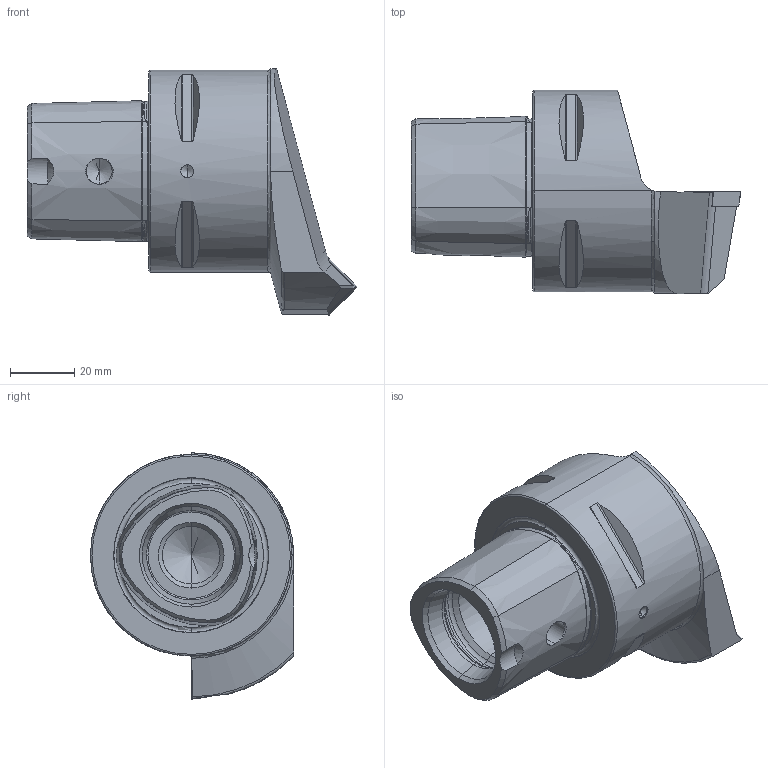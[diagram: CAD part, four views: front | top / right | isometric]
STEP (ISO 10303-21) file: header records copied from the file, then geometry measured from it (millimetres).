
FILE_DESCRIPTION (( 'STEP AP203' ), '1' );
FILE_NAME ('PS6.KSB.RSA.065.STEP', '2018-02-12T13:57:37', ( 'SWIAdmin' ), ( 'Hewlett-Packard Company' ), 'SwSTEP 2.0', 'SolidWorks 2017', '' );
FILE_SCHEMA (( 'CONFIG_CONTROL_DESIGN' ));
Length unit declared in the file: millimetre
Products named in the file (5): PS6-KSB.RSA.065_A_Fertigbearbeitung; SCMT120404; WCC-ER2.001.010_A; KVT_MB_600_060; PS6.KSB.RSA.065
Assembly tree (4 placements, depth 2):
  PS6.KSB.RSA.065
    PS6-KSB.RSA.065_A_Fertigbearbeitung
    SCMT120404
    WCC-ER2.001.010_A
    KVT_MB_600_060
Bounding box: 103 x 63.5 x 77 mm (x, y, z)
Volume: 154540.6 mm3; surface area: 28138.2 mm2
Topology: 5 solids, 5 shells, 269 faces, 658 edges, 387 vertices
Faces by surface type: cone 95, cylinder 68, plane 52, torus 40, bspline 12, sphere 2
Entity records: 9163 total; most frequent: CARTESIAN_POINT 2660, ORIENTED_EDGE 1266, DIRECTION 1251, EDGE_CURVE 633, AXIS2_PLACEMENT_3D 507, VERTEX_POINT 384, EDGE_LOOP 287, FACE_OUTER_BOUND 269
